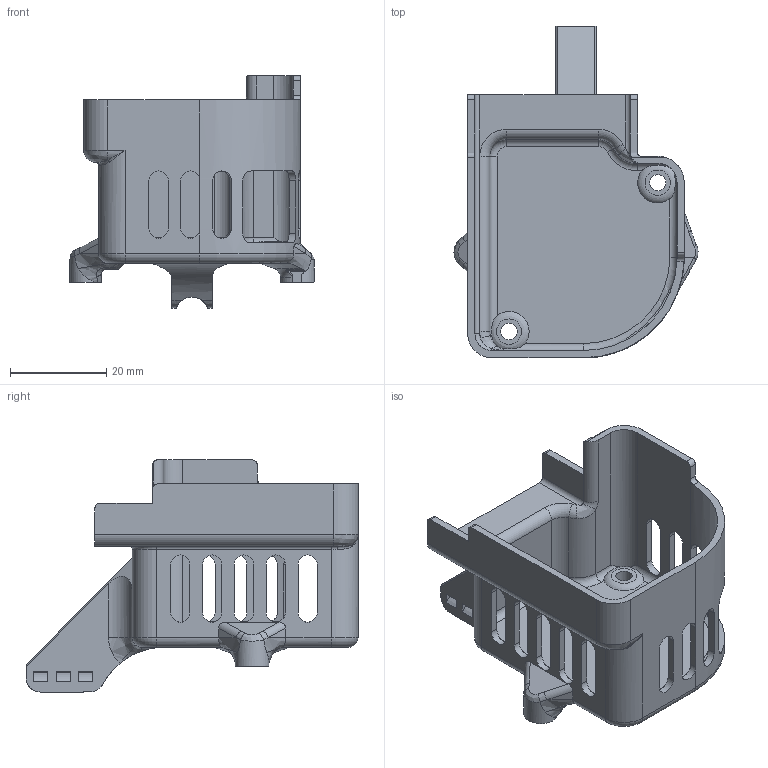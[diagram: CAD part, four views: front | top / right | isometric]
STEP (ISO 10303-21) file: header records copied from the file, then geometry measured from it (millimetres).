
FILE_DESCRIPTION(/* description */ (''),/* implementation_level */ '2;1');
FILE_NAME(/* name */ 'OSR Peopoly Lancer EBB36 Mount.step',/* time_stamp */ '2025-04-09T13:32:15-07:00',/* author */ (''),/* organization */ (''),/* preprocessor_version */ 'ST-DEVELOPER v20.1',/* originating_system */ 'Autodesk Translation Framework v14.4.0.0',/* authorisation */ '');
FILE_SCHEMA (('AUTOMOTIVE_DESIGN { 1 0 10303 214 3 1 1 }'));
Length unit declared in the file: millimetre
Products named in the file (1): 挤出机壳_镜向默认
Bounding box: 50.85 x 69.16 x 48.35 mm (x, y, z)
Volume: 16213.1 mm3; surface area: 14725 mm2
Topology: 1 solids, 1 shells, 248 faces, 706 edges, 447 vertices
Faces by surface type: cylinder 98, plane 86, bspline 30, torus 25, cone 9
Full cylindrical faces by diameter (mm): 3.4 x2, 4.7 x2
Entity records: 10372 total; most frequent: CARTESIAN_POINT 4028, ORIENTED_EDGE 1408, DIRECTION 1234, EDGE_CURVE 704, AXIS2_PLACEMENT_3D 460, VERTEX_POINT 447, LINE 314, VECTOR 314
